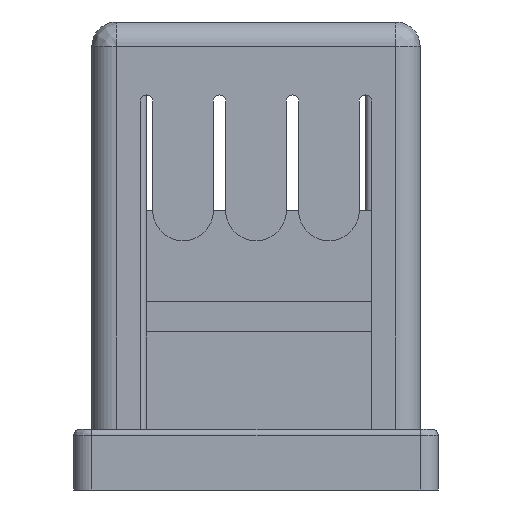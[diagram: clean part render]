
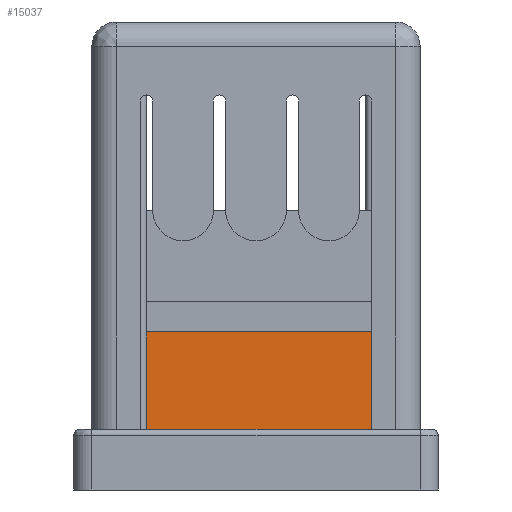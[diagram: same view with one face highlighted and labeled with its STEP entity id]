
A CAD part, left-side view. The second image highlights one B-rep face of the part: STEP entity #15037.
In plain terms, the highlighted planar face has unit normal (-1, 0, 0).
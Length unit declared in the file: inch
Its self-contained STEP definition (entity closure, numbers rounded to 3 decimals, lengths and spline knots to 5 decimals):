
#351 = EDGE_CURVE ( 'NONE', #6019, #15422, #707, .T. ) ;
#499 = CARTESIAN_POINT ( 'NONE',  ( -0.17717, -0.03937, -0.66929 ) ) ;
#595 = CARTESIAN_POINT ( 'NONE',  ( -0.17717, 0.82677, -0.3937 ) ) ;
#707 = LINE ( 'NONE', #12136, #9940 ) ;
#992 = EDGE_CURVE ( 'NONE', #6499, #6019, #4351, .T. ) ;
#1338 = VECTOR ( 'NONE', #13086, 39.37008 ) ;
#2008 = ORIENTED_EDGE ( 'NONE', *, *, #11660, .F. ) ;
#2263 = VECTOR ( 'NONE', #10770, 39.37008 ) ;
#2979 = CARTESIAN_POINT ( 'NONE',  ( -0.17717, 0.82677, -0.47244 ) ) ;
#3020 = DIRECTION ( 'NONE',  ( 0., 0., -1. ) ) ;
#3603 = DIRECTION ( 'NONE',  ( 0., 0., -1. ) ) ;
#4351 = LINE ( 'NONE', #5607, #1338 ) ;
#5406 = CARTESIAN_POINT ( 'NONE',  ( -0.17717, 0.82677, -0.3937 ) ) ;
#5505 = ORIENTED_EDGE ( 'NONE', *, *, #5689, .T. ) ;
#5541 = VERTEX_POINT ( 'NONE', #5406 ) ;
#5607 = CARTESIAN_POINT ( 'NONE',  ( -0.17717, 0.82677, -0.07874 ) ) ;
#5689 = EDGE_CURVE ( 'NONE', #9369, #15483, #15810, .T. ) ;
#5700 = LINE ( 'NONE', #499, #11745 ) ;
#6019 = VERTEX_POINT ( 'NONE', #8319 ) ;
#6499 = VERTEX_POINT ( 'NONE', #10648 ) ;
#6739 = VECTOR ( 'NONE', #13199, 39.37008 ) ;
#8211 = DIRECTION ( 'NONE',  ( 0., 0., 1. ) ) ;
#8286 = CARTESIAN_POINT ( 'NONE',  ( -0.17717, 0.82677, -0.66929 ) ) ;
#8319 = CARTESIAN_POINT ( 'NONE',  ( -0.17717, -0.03937, -0.07874 ) ) ;
#8363 = AXIS2_PLACEMENT_3D ( 'NONE', #12346, #8416, #3603 ) ;
#8371 = VECTOR ( 'NONE', #8211, 39.37008 ) ;
#8416 = DIRECTION ( 'NONE',  ( 1., 0., 0. ) ) ;
#8497 = EDGE_CURVE ( 'NONE', #15422, #15483, #5700, .T. ) ;
#8950 = ORIENTED_EDGE ( 'NONE', *, *, #351, .F. ) ;
#9369 = VERTEX_POINT ( 'NONE', #2979 ) ;
#9593 = CARTESIAN_POINT ( 'NONE',  ( -0.17717, -0.11811, -0.47244 ) ) ;
#9940 = VECTOR ( 'NONE', #12050, 39.37008 ) ;
#10648 = CARTESIAN_POINT ( 'NONE',  ( -0.17717, 0.82677, -0.07874 ) ) ;
#10770 = DIRECTION ( 'NONE',  ( 0., -1., 0. ) ) ;
#11048 = LINE ( 'NONE', #8286, #8371 ) ;
#11630 = CARTESIAN_POINT ( 'NONE',  ( -0.17717, -0.03937, -0.47244 ) ) ;
#11660 = EDGE_CURVE ( 'NONE', #9369, #5541, #11048, .T. ) ;
#11745 = VECTOR ( 'NONE', #3020, 39.37008 ) ;
#11823 = EDGE_LOOP ( 'NONE', ( #12416, #16617, #2008, #5505, #15230, #8950 ) ) ;
#12050 = DIRECTION ( 'NONE',  ( 0., 0., -1. ) ) ;
#12136 = CARTESIAN_POINT ( 'NONE',  ( -0.17717, -0.03937, -0.3937 ) ) ;
#12346 = CARTESIAN_POINT ( 'NONE',  ( -0.17717, 0.82677, -0.07874 ) ) ;
#12416 = ORIENTED_EDGE ( 'NONE', *, *, #992, .F. ) ;
#13086 = DIRECTION ( 'NONE',  ( 0., -1., 0. ) ) ;
#13199 = DIRECTION ( 'NONE',  ( 0., 0., 1. ) ) ;
#14380 = LINE ( 'NONE', #595, #6739 ) ;
#14854 = EDGE_CURVE ( 'NONE', #5541, #6499, #14380, .T. ) ;
#14879 = PLANE ( 'NONE',  #8363 ) ;
#15037 = ADVANCED_FACE ( 'NONE', ( #16129 ), #14879, .F. ) ;
#15154 = CARTESIAN_POINT ( 'NONE',  ( -0.17717, -0.03937, -0.3937 ) ) ;
#15230 = ORIENTED_EDGE ( 'NONE', *, *, #8497, .F. ) ;
#15422 = VERTEX_POINT ( 'NONE', #15154 ) ;
#15483 = VERTEX_POINT ( 'NONE', #11630 ) ;
#15810 = LINE ( 'NONE', #9593, #2263 ) ;
#16129 = FACE_OUTER_BOUND ( 'NONE', #11823, .T. ) ;
#16617 = ORIENTED_EDGE ( 'NONE', *, *, #14854, .F. ) ;
